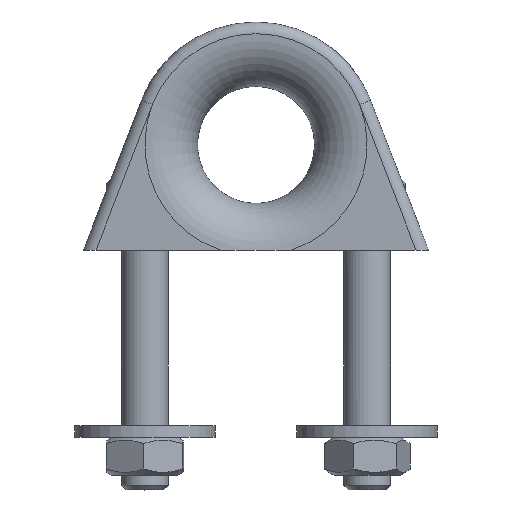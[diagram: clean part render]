
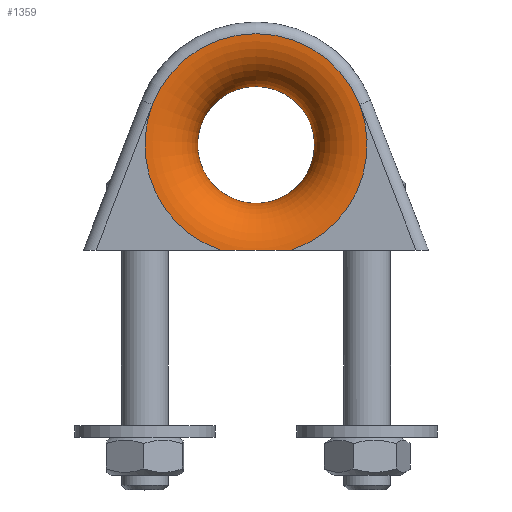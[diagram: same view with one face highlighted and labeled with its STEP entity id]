
A CAD part, top view. The second image highlights one B-rep face of the part: STEP entity #1359.
In plain terms, the highlighted toroidal (fillet/blend) face has major radius 19 mm and minor radius 9 mm.
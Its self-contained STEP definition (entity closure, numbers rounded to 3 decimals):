
#15=B_SPLINE_CURVE_WITH_KNOTS('',3,(#2273,#2274,#2275,#2276,#2277,#2278,
#2279,#2280,#2281,#2282,#2283),.UNSPECIFIED.,.F.,.F.,(4,2,3,2,4),(9.205,
9.375,9.775,10.175,10.346),
 .UNSPECIFIED.);
#214=TOROIDAL_SURFACE('',#1518,19.,9.);
#279=FACE_BOUND('',#505,.T.);
#369=FACE_OUTER_BOUND('',#504,.T.);
#504=EDGE_LOOP('',(#1211));
#505=EDGE_LOOP('',(#1212,#1213,#1214,#1215));
#563=CIRCLE('',#1501,19.);
#564=CIRCLE('',#1504,19.);
#565=CIRCLE('',#1506,19.);
#568=CIRCLE('',#1517,10.);
#670=VERTEX_POINT('',#2270);
#671=VERTEX_POINT('',#2272);
#693=VERTEX_POINT('',#2408);
#694=VERTEX_POINT('',#2412);
#696=VERTEX_POINT('',#2436);
#822=EDGE_CURVE('',#671,#670,#15,.T.);
#860=EDGE_CURVE('',#694,#693,#563,.T.);
#862=EDGE_CURVE('',#693,#671,#564,.T.);
#863=EDGE_CURVE('',#670,#694,#565,.T.);
#870=EDGE_CURVE('',#696,#696,#568,.T.);
#1211=ORIENTED_EDGE('',*,*,#870,.T.);
#1212=ORIENTED_EDGE('',*,*,#822,.T.);
#1213=ORIENTED_EDGE('',*,*,#863,.T.);
#1214=ORIENTED_EDGE('',*,*,#860,.T.);
#1215=ORIENTED_EDGE('',*,*,#862,.T.);
#1359=ADVANCED_FACE('',(#369,#279),#214,.T.);
#1501=AXIS2_PLACEMENT_3D('',#2414,#1861,#1862);
#1504=AXIS2_PLACEMENT_3D('',#2418,#1868,#1869);
#1506=AXIS2_PLACEMENT_3D('',#2420,#1872,#1873);
#1517=AXIS2_PLACEMENT_3D('',#2437,#1898,#1899);
#1518=AXIS2_PLACEMENT_3D('',#2438,#1900,#1901);
#1861=DIRECTION('center_axis',(0.,0.,1.));
#1862=DIRECTION('ref_axis',(-1.,0.,0.));
#1868=DIRECTION('center_axis',(0.,0.,1.));
#1869=DIRECTION('ref_axis',(-1.,0.,0.));
#1872=DIRECTION('center_axis',(0.,0.,1.));
#1873=DIRECTION('ref_axis',(-1.,0.,0.));
#1898=DIRECTION('center_axis',(0.,0.,-1.));
#1899=DIRECTION('ref_axis',(-1.,0.,0.));
#1900=DIRECTION('center_axis',(0.,0.,-1.));
#1901=DIRECTION('ref_axis',(-1.,0.,0.));
#2270=CARTESIAN_POINT('',(6.083,0.,9.5));
#2272=CARTESIAN_POINT('',(-6.083,0.,9.5));
#2273=CARTESIAN_POINT('Ctrl Pts',(-6.083,0.,
9.5));
#2274=CARTESIAN_POINT('Ctrl Pts',(-5.516,0.,
9.5));
#2275=CARTESIAN_POINT('Ctrl Pts',(-4.836,0.,9.493));
#2276=CARTESIAN_POINT('Ctrl Pts',(-2.935,0.,9.469));
#2277=CARTESIAN_POINT('Ctrl Pts',(-1.334,0.,9.444));
#2278=CARTESIAN_POINT('Ctrl Pts',(0.,0.,9.444));
#2279=CARTESIAN_POINT('Ctrl Pts',(1.334,0.,9.444));
#2280=CARTESIAN_POINT('Ctrl Pts',(2.935,0.,9.469));
#2281=CARTESIAN_POINT('Ctrl Pts',(4.836,0.,9.493));
#2282=CARTESIAN_POINT('Ctrl Pts',(5.516,0.,
9.5));
#2283=CARTESIAN_POINT('Ctrl Pts',(6.083,0.,
9.5));
#2408=CARTESIAN_POINT('',(-17.716,24.867,9.5));
#2412=CARTESIAN_POINT('',(17.716,24.867,9.5));
#2414=CARTESIAN_POINT('Origin',(0.,18.,9.5));
#2418=CARTESIAN_POINT('Origin',(0.,18.,9.5));
#2420=CARTESIAN_POINT('Origin',(0.,18.,9.5));
#2436=CARTESIAN_POINT('',(10.,18.,0.5));
#2437=CARTESIAN_POINT('Origin',(0.,18.,0.5));
#2438=CARTESIAN_POINT('Origin',(0.,18.,0.5));
